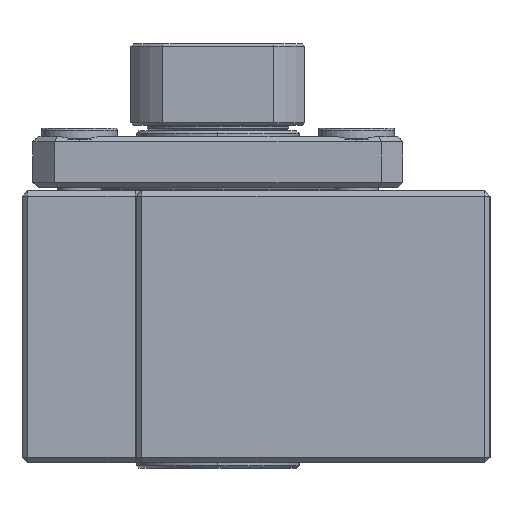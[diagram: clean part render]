
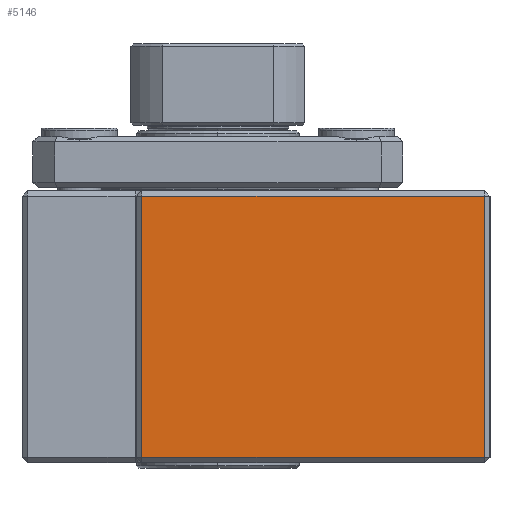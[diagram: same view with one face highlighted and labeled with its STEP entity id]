
A CAD part, left-side view. The second image highlights one B-rep face of the part: STEP entity #5146.
In plain terms, the highlighted planar face has unit normal (-1, 0, 0).
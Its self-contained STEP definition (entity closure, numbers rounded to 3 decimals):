
#615 = VERTEX_POINT ( 'NONE', #5718 ) ;
#1787 = LINE ( 'NONE', #11656, #18019 ) ;
#3702 = EDGE_CURVE ( 'NONE', #16777, #615, #23407, .T. ) ;
#4051 = DIRECTION ( 'NONE',  ( 0., 0., -1. ) ) ;
#4312 = VECTOR ( 'NONE', #5244, 1000. ) ;
#5031 = CARTESIAN_POINT ( 'NONE',  ( -30., -24.5, -12. ) ) ;
#5146 = ADVANCED_FACE ( 'NONE', ( #27284 ), #20852, .F. ) ;
#5244 = DIRECTION ( 'NONE',  ( 0., 1., 0. ) ) ;
#5590 = VERTEX_POINT ( 'NONE', #21648 ) ;
#5628 = LINE ( 'NONE', #22422, #4312 ) ;
#5718 = CARTESIAN_POINT ( 'NONE',  ( -30., -24.5, 12. ) ) ;
#9192 = EDGE_CURVE ( 'NONE', #615, #5590, #5628, .T. ) ;
#10938 = CARTESIAN_POINT ( 'NONE',  ( -30., -24.5, 12.5 ) ) ;
#11423 = VECTOR ( 'NONE', #23657, 1000. ) ;
#11656 = CARTESIAN_POINT ( 'NONE',  ( -30., 7., 12.5 ) ) ;
#12218 = CARTESIAN_POINT ( 'NONE',  ( -30., -25., -12. ) ) ;
#14613 = CARTESIAN_POINT ( 'NONE',  ( -30., -25., 12.5 ) ) ;
#14811 = VERTEX_POINT ( 'NONE', #18779 ) ;
#15261 = VECTOR ( 'NONE', #20777, 1000. ) ;
#16762 = DIRECTION ( 'NONE',  ( 1., 0., 0. ) ) ;
#16777 = VERTEX_POINT ( 'NONE', #5031 ) ;
#18019 = VECTOR ( 'NONE', #18079, 1000. ) ;
#18079 = DIRECTION ( 'NONE',  ( 0., 0., -1. ) ) ;
#18779 = CARTESIAN_POINT ( 'NONE',  ( -30., 7., -12. ) ) ;
#20777 = DIRECTION ( 'NONE',  ( 0., -1., 0. ) ) ;
#20852 = PLANE ( 'NONE',  #27235 ) ;
#20953 = LINE ( 'NONE', #12218, #15261 ) ;
#21648 = CARTESIAN_POINT ( 'NONE',  ( -30., 7., 12. ) ) ;
#22418 = ORIENTED_EDGE ( 'NONE', *, *, #27087, .T. ) ;
#22422 = CARTESIAN_POINT ( 'NONE',  ( -30., -25., 12. ) ) ;
#22892 = ORIENTED_EDGE ( 'NONE', *, *, #3702, .T. ) ;
#23407 = LINE ( 'NONE', #10938, #11423 ) ;
#23539 = ORIENTED_EDGE ( 'NONE', *, *, #9192, .T. ) ;
#23657 = DIRECTION ( 'NONE',  ( 0., 0., 1. ) ) ;
#23736 = ORIENTED_EDGE ( 'NONE', *, *, #24454, .T. ) ;
#24454 = EDGE_CURVE ( 'NONE', #5590, #14811, #1787, .T. ) ;
#26695 = EDGE_LOOP ( 'NONE', ( #23736, #22418, #22892, #23539 ) ) ;
#27087 = EDGE_CURVE ( 'NONE', #14811, #16777, #20953, .T. ) ;
#27235 = AXIS2_PLACEMENT_3D ( 'NONE', #14613, #16762, #4051 ) ;
#27284 = FACE_OUTER_BOUND ( 'NONE', #26695, .T. ) ;
